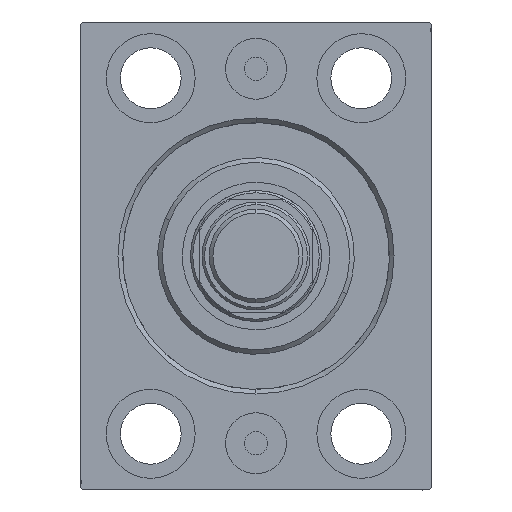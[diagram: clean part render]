
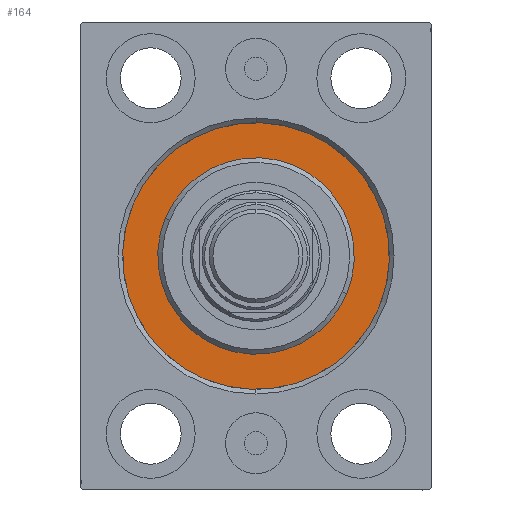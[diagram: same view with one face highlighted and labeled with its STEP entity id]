
A CAD part, left-side view. The second image highlights one B-rep face of the part: STEP entity #164.
In plain terms, the highlighted face is planar.
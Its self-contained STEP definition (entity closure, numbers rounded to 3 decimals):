
#164 = ADVANCED_FACE ( 'NONE', ( #43230, #29774 ), #32476, .F. ) ;
#1207 = CIRCLE ( 'NONE', #26243, 28.5 ) ;
#1674 = EDGE_LOOP ( 'NONE', ( #38691, #19410 ) ) ;
#2983 = CARTESIAN_POINT ( 'NONE',  ( 0., 0., -28.5 ) ) ;
#4186 = DIRECTION ( 'NONE',  ( 0., 0., 1. ) ) ;
#6032 = CARTESIAN_POINT ( 'NONE',  ( 0., 0., -21. ) ) ;
#6888 = EDGE_CURVE ( 'NONE', #42768, #42441, #1207, .T. ) ;
#6933 = DIRECTION ( 'NONE',  ( 1., 0., 0. ) ) ;
#7974 = AXIS2_PLACEMENT_3D ( 'NONE', #36910, #40708, #43638 ) ;
#8787 = ORIENTED_EDGE ( 'NONE', *, *, #22401, .F. ) ;
#9517 = ORIENTED_EDGE ( 'NONE', *, *, #6888, .F. ) ;
#9518 = CARTESIAN_POINT ( 'NONE',  ( 0., 0., 21. ) ) ;
#10102 = DIRECTION ( 'NONE',  ( 0., 0., 1. ) ) ;
#10453 = DIRECTION ( 'NONE',  ( -1., 0., 0. ) ) ;
#10728 = CARTESIAN_POINT ( 'NONE',  ( 0., 0., 28.5 ) ) ;
#11503 = CIRCLE ( 'NONE', #37304, 28.5 ) ;
#12558 = DIRECTION ( 'NONE',  ( -1., 0., 0. ) ) ;
#12734 = DIRECTION ( 'NONE',  ( 0., 0., 1. ) ) ;
#13855 = CARTESIAN_POINT ( 'NONE',  ( 0., 0., 0. ) ) ;
#16816 = CARTESIAN_POINT ( 'NONE',  ( 0., 0., 0. ) ) ;
#18558 = EDGE_LOOP ( 'NONE', ( #8787, #9517 ) ) ;
#18931 = AXIS2_PLACEMENT_3D ( 'NONE', #33143, #43447, #12734 ) ;
#19410 = ORIENTED_EDGE ( 'NONE', *, *, #42962, .F. ) ;
#21650 = VERTEX_POINT ( 'NONE', #6032 ) ;
#22401 = EDGE_CURVE ( 'NONE', #42441, #42768, #11503, .T. ) ;
#23652 = AXIS2_PLACEMENT_3D ( 'NONE', #13855, #6933, #27064 ) ;
#25088 = CIRCLE ( 'NONE', #23652, 21. ) ;
#26243 = AXIS2_PLACEMENT_3D ( 'NONE', #16816, #12558, #10102 ) ;
#27064 = DIRECTION ( 'NONE',  ( 0., 0., -1. ) ) ;
#27975 = CIRCLE ( 'NONE', #7974, 21. ) ;
#29774 = FACE_OUTER_BOUND ( 'NONE', #18558, .T. ) ;
#32476 = PLANE ( 'NONE',  #18931 ) ;
#33143 = CARTESIAN_POINT ( 'NONE',  ( 0., 0., 0. ) ) ;
#35632 = VERTEX_POINT ( 'NONE', #9518 ) ;
#36910 = CARTESIAN_POINT ( 'NONE',  ( 0., 0., 0. ) ) ;
#37304 = AXIS2_PLACEMENT_3D ( 'NONE', #41156, #10453, #4186 ) ;
#38691 = ORIENTED_EDGE ( 'NONE', *, *, #41740, .F. ) ;
#40708 = DIRECTION ( 'NONE',  ( 1., 0., 0. ) ) ;
#41156 = CARTESIAN_POINT ( 'NONE',  ( 0., 0., 0. ) ) ;
#41740 = EDGE_CURVE ( 'NONE', #35632, #21650, #25088, .T. ) ;
#42441 = VERTEX_POINT ( 'NONE', #2983 ) ;
#42768 = VERTEX_POINT ( 'NONE', #10728 ) ;
#42962 = EDGE_CURVE ( 'NONE', #21650, #35632, #27975, .T. ) ;
#43230 = FACE_BOUND ( 'NONE', #1674, .T. ) ;
#43447 = DIRECTION ( 'NONE',  ( -1., 0., 0. ) ) ;
#43638 = DIRECTION ( 'NONE',  ( 0., 0., -1. ) ) ;
